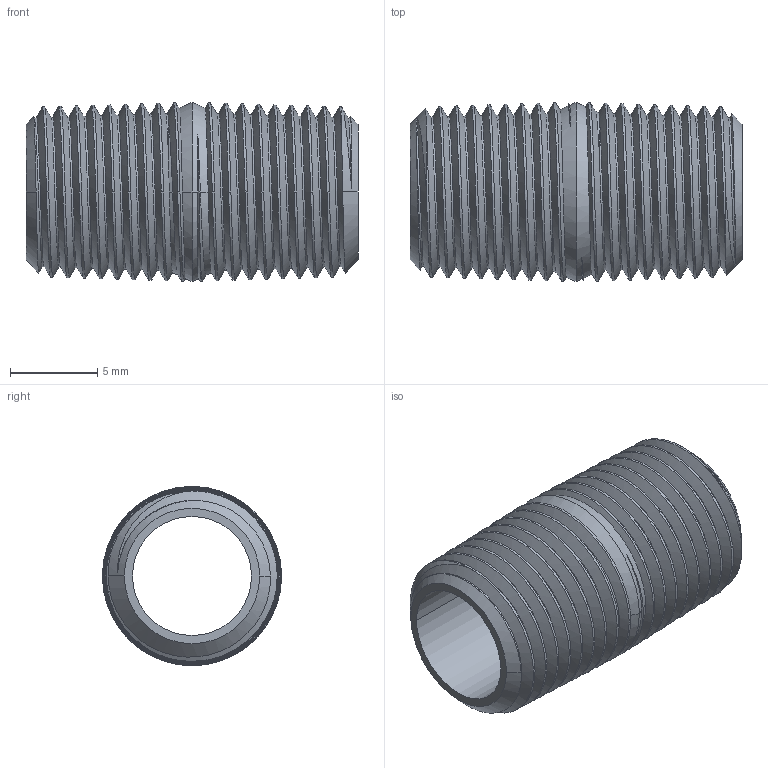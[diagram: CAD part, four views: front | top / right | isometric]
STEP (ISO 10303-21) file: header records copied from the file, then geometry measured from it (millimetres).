
FILE_DESCRIPTION(/* description */ (''),/* implementation_level */ '2;1');
FILE_NAME(/* name */ '112-N1.stp',/* time_stamp */ '2024-01-23T10:01:29-05:00',/* author */ ('esanner'),/* organization */ (''),/* preprocessor_version */ 'ST-DEVELOPER v19',/* originating_system */ 'AutoCAD Mechanical',/* authorisation */ '');
FILE_SCHEMA (('AUTOMOTIVE_DESIGN { 1 0 10303 214 3 1 1 }'));
Length unit declared in the file: millimetre
Products named in the file (2): Product; 112-N1
Assembly tree (1 placements, depth 2):
  Product
    112-N1
Bounding box: 19.05 x 10.29 x 10.29 mm (x, y, z)
Volume: 625.4 mm3; surface area: 1368.2 mm2
Topology: 1 solids, 1 shells, 64 faces, 386 edges, 324 vertices
Faces by surface type: cone 52, bspline 8, cylinder 2, plane 2
Entity records: 18238 total; most frequent: CARTESIAN_POINT 15702, ORIENTED_EDGE 772, EDGE_CURVE 386, VERTEX_POINT 324, B_SPLINE_CURVE_WITH_KNOTS 304, DIRECTION 228, AXIS2_PLACEMENT_3D 87, EDGE_LOOP 66
